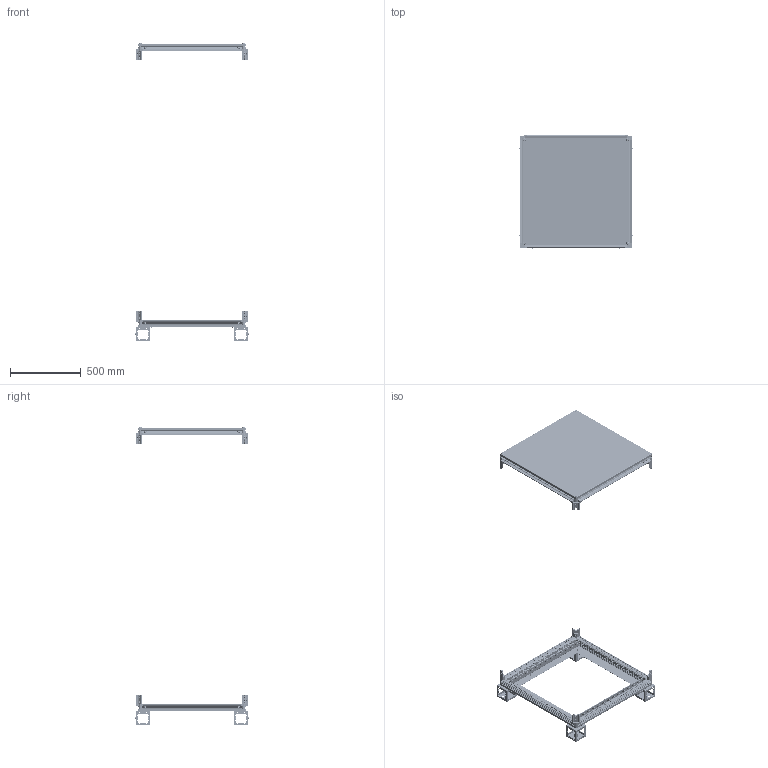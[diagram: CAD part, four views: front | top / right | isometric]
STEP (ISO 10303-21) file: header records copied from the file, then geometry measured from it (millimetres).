
FILE_DESCRIPTION(('CATIA V5 STEP Exchange'),'2;1');
FILE_NAME('EK8080KN.stp','2013-12-09T07:32:34+00:00',('none'),('none'),'CATIA Version 5 Release 20 SP 6 (IN-10)','CATIA V5 STEP AP203','none');
FILE_SCHEMA(('CONFIG_CONTROL_DESIGN'));
Products named in the file (7): Assieme_struttura_2000x0800x0800_IS2_estetico; Assieme_base_struttura_0800x0800_IS2_estetico; 852553_901_00_GIUNTO_TREVIE_IS2_ESTETICO_______________3PD; Assieme_fondo_0800x0800_IS2_estetico; Assieme_tetto_0800x0800_IS2_estetico; Assieme_binario_piastra_0800_IS2; 852592_919_00_ZOCCOLO_IS2_L=0800_P=0800_H=100_ESTETICO_3PD
Assembly tree (66 placements, depth 4):
  Assieme_struttura_2000x0800x0800_IS2_estetico
    Assieme_base_struttura_0800x0800_IS2_estetico  x2
      #66
      852553_901_00_GIUNTO_TREVIE_IS2_ESTETICO_______________3PD
        #33198
        #35632
        #39407
      #41726
      #43776
    Assieme_fondo_0800x0800_IS2_estetico
      #44610
      #48131  x8
    Assieme_tetto_0800x0800_IS2_estetico
      #48480
      #51787  x4
    Assieme_binario_piastra_0800_IS2  x2
      #52514
      #59569
    852592_919_00_ZOCCOLO_IS2_L=0800_P=0800_H=100_ESTETICO_3PD
      #60524  x4
      #65892  x8
Bounding box: 804.17 x 804.17 x 2111.5 mm (x, y, z)
Volume: 5136558.7 mm3; surface area: 5383256 mm2
Topology: 113 solids, 113 shells, 14939 faces, 40342 edges, 25316 vertices
Faces by surface type: plane 7317, cylinder 5110, torus 1792, cone 448, sphere 148, revolution 108, bspline 16
Entity records: 66726 total; most frequent: CARTESIAN_POINT 13639, ORIENTED_EDGE 11992, DIRECTION 8682, EDGE_CURVE 5996, VERTEX_POINT 3778, VECTOR 3620, LINE 3620, AXIS2_PLACEMENT_3D 3603
